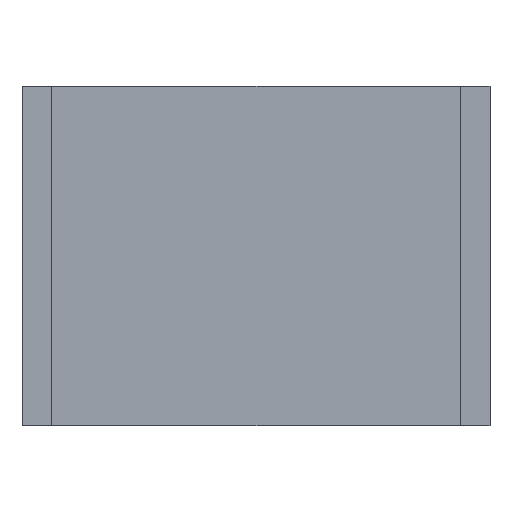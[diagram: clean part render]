
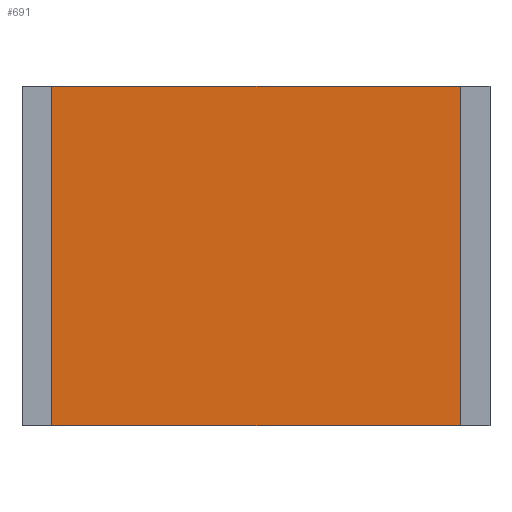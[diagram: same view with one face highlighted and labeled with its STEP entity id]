
A CAD part, top view. The second image highlights one B-rep face of the part: STEP entity #691.
In plain terms, the highlighted planar face has unit normal (0, 0, 1).
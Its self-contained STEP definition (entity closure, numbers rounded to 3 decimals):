
#189 = VERTEX_POINT('',#190);
#190 = CARTESIAN_POINT('',(0.,0.,0.85));
#204 = PLANE('',#205);
#205 = AXIS2_PLACEMENT_3D('',#206,#207,#208);
#206 = CARTESIAN_POINT('',(0.,0.,0.));
#207 = DIRECTION('',(1.,0.,0.));
#208 = DIRECTION('',(0.,0.,1.));
#230 = PLANE('',#231);
#231 = AXIS2_PLACEMENT_3D('',#232,#233,#234);
#232 = CARTESIAN_POINT('',(0.,0.,0.));
#233 = DIRECTION('',(0.,1.,0.));
#234 = DIRECTION('',(0.,0.,1.));
#320 = VERTEX_POINT('',#321);
#321 = CARTESIAN_POINT('',(0.,3.41,0.85));
#356 = PLANE('',#357);
#357 = AXIS2_PLACEMENT_3D('',#358,#359,#360);
#358 = CARTESIAN_POINT('',(0.,3.41,0.));
#359 = DIRECTION('',(0.,1.,0.));
#360 = DIRECTION('',(0.,0.,1.));
#427 = EDGE_CURVE('',#189,#428,#430,.T.);
#428 = VERTEX_POINT('',#429);
#429 = CARTESIAN_POINT('',(4.1,0.,0.85));
#430 = SURFACE_CURVE('',#431,(#435,#442),.PCURVE_S1.);
#431 = LINE('',#432,#433);
#432 = CARTESIAN_POINT('',(0.,0.,0.85));
#433 = VECTOR('',#434,1.);
#434 = DIRECTION('',(1.,0.,0.));
#435 = PCURVE('',#230,#436);
#436 = DEFINITIONAL_REPRESENTATION('',(#437),#441);
#437 = LINE('',#438,#439);
#438 = CARTESIAN_POINT('',(0.85,0.));
#439 = VECTOR('',#440,1.);
#440 = DIRECTION('',(0.,1.));
#441 = ( GEOMETRIC_REPRESENTATION_CONTEXT(2) 
PARAMETRIC_REPRESENTATION_CONTEXT() REPRESENTATION_CONTEXT('2D SPACE',''
  ) );
#442 = PCURVE('',#443,#448);
#443 = PLANE('',#444);
#444 = AXIS2_PLACEMENT_3D('',#445,#446,#447);
#445 = CARTESIAN_POINT('',(0.,0.,0.85));
#446 = DIRECTION('',(0.,0.,1.));
#447 = DIRECTION('',(1.,0.,0.));
#448 = DEFINITIONAL_REPRESENTATION('',(#449),#453);
#449 = LINE('',#450,#451);
#450 = CARTESIAN_POINT('',(0.,0.));
#451 = VECTOR('',#452,1.);
#452 = DIRECTION('',(1.,0.));
#453 = ( GEOMETRIC_REPRESENTATION_CONTEXT(2) 
PARAMETRIC_REPRESENTATION_CONTEXT() REPRESENTATION_CONTEXT('2D SPACE',''
  ) );
#485 = EDGE_CURVE('',#189,#320,#486,.T.);
#486 = SURFACE_CURVE('',#487,(#491,#498),.PCURVE_S1.);
#487 = LINE('',#488,#489);
#488 = CARTESIAN_POINT('',(0.,0.,0.85));
#489 = VECTOR('',#490,1.);
#490 = DIRECTION('',(0.,1.,0.));
#491 = PCURVE('',#204,#492);
#492 = DEFINITIONAL_REPRESENTATION('',(#493),#497);
#493 = LINE('',#494,#495);
#494 = CARTESIAN_POINT('',(0.85,0.));
#495 = VECTOR('',#496,1.);
#496 = DIRECTION('',(0.,-1.));
#497 = ( GEOMETRIC_REPRESENTATION_CONTEXT(2) 
PARAMETRIC_REPRESENTATION_CONTEXT() REPRESENTATION_CONTEXT('2D SPACE',''
  ) );
#498 = PCURVE('',#443,#499);
#499 = DEFINITIONAL_REPRESENTATION('',(#500),#504);
#500 = LINE('',#501,#502);
#501 = CARTESIAN_POINT('',(0.,0.));
#502 = VECTOR('',#503,1.);
#503 = DIRECTION('',(0.,1.));
#504 = ( GEOMETRIC_REPRESENTATION_CONTEXT(2) 
PARAMETRIC_REPRESENTATION_CONTEXT() REPRESENTATION_CONTEXT('2D SPACE',''
  ) );
#535 = EDGE_CURVE('',#320,#536,#538,.T.);
#536 = VERTEX_POINT('',#537);
#537 = CARTESIAN_POINT('',(4.1,3.41,0.85));
#538 = SURFACE_CURVE('',#539,(#543,#550),.PCURVE_S1.);
#539 = LINE('',#540,#541);
#540 = CARTESIAN_POINT('',(0.,3.41,0.85));
#541 = VECTOR('',#542,1.);
#542 = DIRECTION('',(1.,0.,0.));
#543 = PCURVE('',#356,#544);
#544 = DEFINITIONAL_REPRESENTATION('',(#545),#549);
#545 = LINE('',#546,#547);
#546 = CARTESIAN_POINT('',(0.85,0.));
#547 = VECTOR('',#548,1.);
#548 = DIRECTION('',(0.,1.));
#549 = ( GEOMETRIC_REPRESENTATION_CONTEXT(2) 
PARAMETRIC_REPRESENTATION_CONTEXT() REPRESENTATION_CONTEXT('2D SPACE',''
  ) );
#550 = PCURVE('',#443,#551);
#551 = DEFINITIONAL_REPRESENTATION('',(#552),#556);
#552 = LINE('',#553,#554);
#553 = CARTESIAN_POINT('',(0.,3.41));
#554 = VECTOR('',#555,1.);
#555 = DIRECTION('',(1.,0.));
#556 = ( GEOMETRIC_REPRESENTATION_CONTEXT(2) 
PARAMETRIC_REPRESENTATION_CONTEXT() REPRESENTATION_CONTEXT('2D SPACE',''
  ) );
#691 = ADVANCED_FACE('',(#692),#443,.T.);
#692 = FACE_BOUND('',#693,.T.);
#693 = EDGE_LOOP('',(#694,#695,#696,#697));
#694 = ORIENTED_EDGE('',*,*,#535,.F.);
#695 = ORIENTED_EDGE('',*,*,#485,.F.);
#696 = ORIENTED_EDGE('',*,*,#427,.T.);
#697 = ORIENTED_EDGE('',*,*,#698,.T.);
#698 = EDGE_CURVE('',#428,#536,#699,.T.);
#699 = SURFACE_CURVE('',#700,(#704,#710),.PCURVE_S1.);
#700 = LINE('',#701,#702);
#701 = CARTESIAN_POINT('',(4.1,0.,0.85));
#702 = VECTOR('',#703,1.);
#703 = DIRECTION('',(0.,1.,0.));
#704 = PCURVE('',#443,#705);
#705 = DEFINITIONAL_REPRESENTATION('',(#706),#709);
#706 = B_SPLINE_CURVE_WITH_KNOTS('',1,(#707,#708),.UNSPECIFIED.,.F.,.F.,
  (2,2),(-0.341,3.751),.PIECEWISE_BEZIER_KNOTS.);
#707 = CARTESIAN_POINT('',(4.1,-0.341));
#708 = CARTESIAN_POINT('',(4.1,3.751));
#709 = ( GEOMETRIC_REPRESENTATION_CONTEXT(2) 
PARAMETRIC_REPRESENTATION_CONTEXT() REPRESENTATION_CONTEXT('2D SPACE',''
  ) );
#710 = PCURVE('',#711,#716);
#711 = PLANE('',#712);
#712 = AXIS2_PLACEMENT_3D('',#713,#714,#715);
#713 = CARTESIAN_POINT('',(4.1,0.,0.));
#714 = DIRECTION('',(1.,0.,0.));
#715 = DIRECTION('',(0.,0.,1.));
#716 = DEFINITIONAL_REPRESENTATION('',(#717),#720);
#717 = B_SPLINE_CURVE_WITH_KNOTS('',1,(#718,#719),.UNSPECIFIED.,.F.,.F.,
  (2,2),(-0.341,3.751),.PIECEWISE_BEZIER_KNOTS.);
#718 = CARTESIAN_POINT('',(0.85,0.341));
#719 = CARTESIAN_POINT('',(0.85,-3.751));
#720 = ( GEOMETRIC_REPRESENTATION_CONTEXT(2) 
PARAMETRIC_REPRESENTATION_CONTEXT() REPRESENTATION_CONTEXT('2D SPACE',''
  ) );
